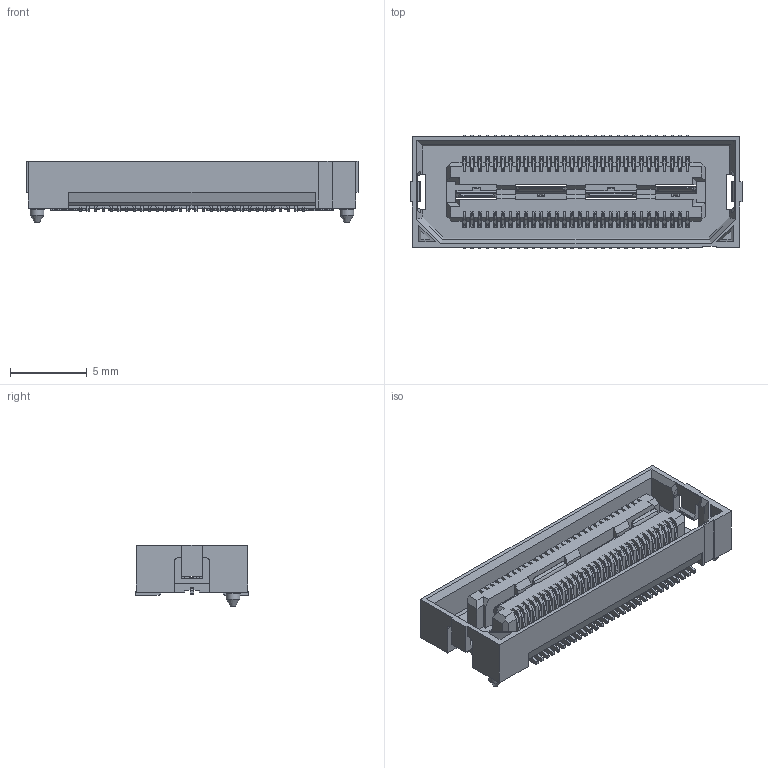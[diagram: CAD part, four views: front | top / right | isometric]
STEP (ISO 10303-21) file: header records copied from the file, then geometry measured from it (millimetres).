
FILE_DESCRIPTION( ('This file contains a STEP AP42 implementation' ,'as created by ZW3D STEP Interface translator.') ,'2;1' );
FILE_NAME( 'C_37203-SMXXX-032XXX01.stp' ,'231219.155522', (''), ('ZWCAD Software Co.'), 'Version 1.0', 'ZW3D to STEP translator', '' );
FILE_SCHEMA(('AUTOMOTIVE_DESIGN { 1 0 10303 214 1 1 1 1 }'));
Length unit declared in the file: millimetre
Products named in the file (6): 0; QSH030-ASS譫釱翋极3磁1; qsh-connect; GROUND-PLANE; QSH030HOUSING+LC-ASS_1; QSH030-HOUSING -FL
Assembly tree (63 placements, depth 2):
  0
  QSH030-ASS譫釱翋极3磁1
    qsh-connect  x60
    GROUND-PLANE
    QSH030HOUSING+LC-ASS_1
    QSH030-HOUSING -FL
Bounding box: 21.57 x 7.4 x 4 mm (x, y, z)
Volume: 247.3 mm3; surface area: 1646.1 mm2
Topology: 62 solids, 62 shells, 6484 faces, 18264 edges, 12089 vertices
Faces by surface type: plane 5002, cylinder 1468, bspline 9, cone 3, torus 2
Full cylindrical faces by diameter (mm): 0.89 x2
Entity records: 95546 total; most frequent: CARTESIAN_POINT 16802, ORIENTED_EDGE 16342, DIRECTION 14330, EDGE_CURVE 8171, VECTOR 7892, LINE 7892, VERTEX_POINT 5353, AXIS2_PLACEMENT_3D 3219
